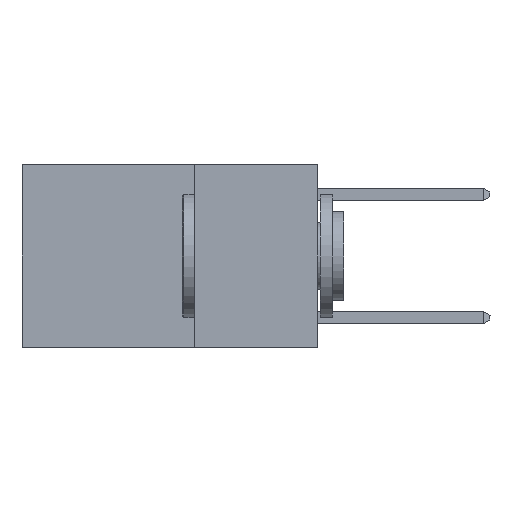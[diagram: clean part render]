
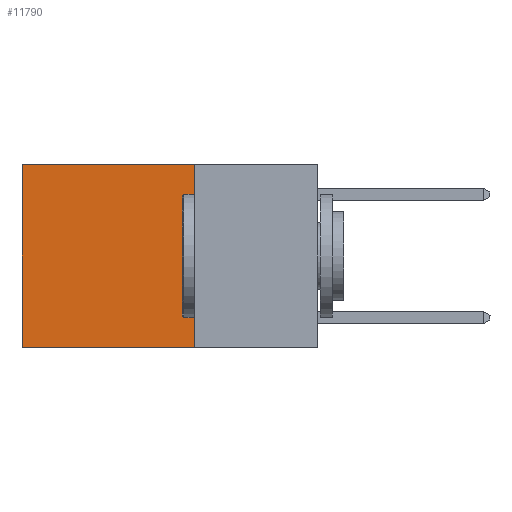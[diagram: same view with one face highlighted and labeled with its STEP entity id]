
A CAD part, left-side view. The second image highlights one B-rep face of the part: STEP entity #11790.
In plain terms, the highlighted planar face has unit normal (-1, 0, 0).
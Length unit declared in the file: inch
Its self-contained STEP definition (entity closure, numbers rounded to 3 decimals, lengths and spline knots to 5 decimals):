
#2700 = CARTESIAN_POINT ( 'NONE',  ( 0.2625, 0.25, 0. ) ) ;
#3207 = VERTEX_POINT ( 'NONE', #9835 ) ;
#3950 = ORIENTED_EDGE ( 'NONE', *, *, #21982, .T. ) ;
#4085 = AXIS2_PLACEMENT_3D ( 'NONE', #17038, #4360, #19147 ) ;
#4163 = LINE ( 'NONE', #24777, #15454 ) ;
#4360 = DIRECTION ( 'NONE',  ( 1., 0., 0. ) ) ;
#6574 = VERTEX_POINT ( 'NONE', #16852 ) ;
#6657 = DIRECTION ( 'NONE',  ( 0., 0., -1. ) ) ;
#7271 = EDGE_CURVE ( 'NONE', #6574, #3207, #16541, .T. ) ;
#9282 = CARTESIAN_POINT ( 'NONE',  ( 0.2625, 0.25, -0.37 ) ) ;
#9362 = EDGE_CURVE ( 'NONE', #23540, #25471, #4163, .T. ) ;
#9401 = LINE ( 'NONE', #24587, #15058 ) ;
#9835 = CARTESIAN_POINT ( 'NONE',  ( 0.2625, 0.6, -0.37 ) ) ;
#9997 = DIRECTION ( 'NONE',  ( 0., 1., 0. ) ) ;
#10915 = VECTOR ( 'NONE', #6657, 39.37008 ) ;
#11283 = EDGE_LOOP ( 'NONE', ( #19716, #22479, #15326, #3950 ) ) ;
#11790 = ADVANCED_FACE ( 'NONE', ( #16359 ), #25208, .F. ) ;
#13110 = EDGE_CURVE ( 'NONE', #25471, #3207, #20852, .T. ) ;
#15058 = VECTOR ( 'NONE', #9997, 39.37008 ) ;
#15326 = ORIENTED_EDGE ( 'NONE', *, *, #9362, .F. ) ;
#15454 = VECTOR ( 'NONE', #18684, 39.37008 ) ;
#16359 = FACE_OUTER_BOUND ( 'NONE', #11283, .T. ) ;
#16541 = LINE ( 'NONE', #25355, #10915 ) ;
#16852 = CARTESIAN_POINT ( 'NONE',  ( 0.2625, 0.6, 0. ) ) ;
#17038 = CARTESIAN_POINT ( 'NONE',  ( 0.2625, 0.25, 0. ) ) ;
#18684 = DIRECTION ( 'NONE',  ( 0., 0., -1. ) ) ;
#19147 = DIRECTION ( 'NONE',  ( 0., 0., -1. ) ) ;
#19574 = VECTOR ( 'NONE', #21178, 39.37008 ) ;
#19716 = ORIENTED_EDGE ( 'NONE', *, *, #7271, .T. ) ;
#20852 = LINE ( 'NONE', #23130, #19574 ) ;
#21178 = DIRECTION ( 'NONE',  ( 0., 1., 0. ) ) ;
#21982 = EDGE_CURVE ( 'NONE', #23540, #6574, #9401, .T. ) ;
#22479 = ORIENTED_EDGE ( 'NONE', *, *, #13110, .F. ) ;
#23130 = CARTESIAN_POINT ( 'NONE',  ( 0.2625, 0.25, -0.37 ) ) ;
#23540 = VERTEX_POINT ( 'NONE', #2700 ) ;
#24587 = CARTESIAN_POINT ( 'NONE',  ( 0.2625, 0.25, 0. ) ) ;
#24777 = CARTESIAN_POINT ( 'NONE',  ( 0.2625, 0.25, 0. ) ) ;
#25208 = PLANE ( 'NONE',  #4085 ) ;
#25355 = CARTESIAN_POINT ( 'NONE',  ( 0.2625, 0.6, 0. ) ) ;
#25471 = VERTEX_POINT ( 'NONE', #9282 ) ;
